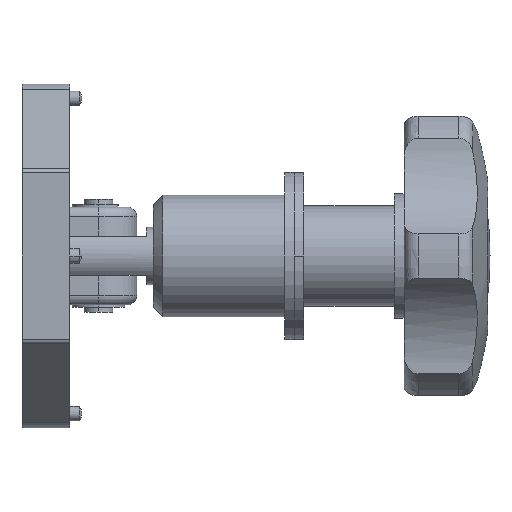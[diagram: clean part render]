
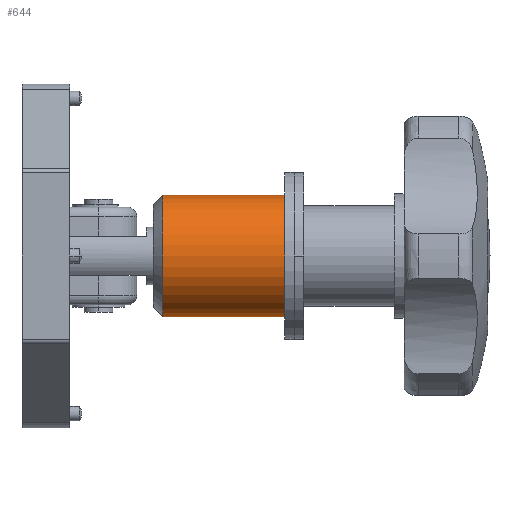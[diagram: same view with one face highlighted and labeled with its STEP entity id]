
A CAD part, left-side view. The second image highlights one B-rep face of the part: STEP entity #644.
In plain terms, the highlighted cylindrical face has radius 12.75 mm (diameter 25.5 mm), a partial arc.
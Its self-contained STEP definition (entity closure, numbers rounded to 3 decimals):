
#500 = AXIS2_PLACEMENT_3D ( 'NONE', #7235, #3974, #5085 ) ;
#565 = LINE ( 'NONE', #4574, #6436 ) ;
#644 = ADVANCED_FACE ( 'NONE', ( #3221 ), #6086, .T. ) ;
#768 = VERTEX_POINT ( 'NONE', #875 ) ;
#875 = CARTESIAN_POINT ( 'NONE',  ( 0., 27.5, 12.75 ) ) ;
#1145 = ORIENTED_EDGE ( 'NONE', *, *, #1259, .T. ) ;
#1259 = EDGE_CURVE ( 'NONE', #6215, #6744, #5022, .T. ) ;
#1522 = CARTESIAN_POINT ( 'NONE',  ( 0., 34.95, -12.75 ) ) ;
#1544 = VECTOR ( 'NONE', #2087, 1000. ) ;
#2087 = DIRECTION ( 'NONE',  ( 0., 1., 0. ) ) ;
#2106 = CARTESIAN_POINT ( 'NONE',  ( 0., 27.5, 0. ) ) ;
#2149 = DIRECTION ( 'NONE',  ( 0., 0., 1. ) ) ;
#2324 = DIRECTION ( 'NONE',  ( 0., 1., 0. ) ) ;
#2631 = DIRECTION ( 'NONE',  ( 0., -1., 0. ) ) ;
#3196 = DIRECTION ( 'NONE',  ( 0., 0., 1. ) ) ;
#3221 = FACE_OUTER_BOUND ( 'NONE', #6050, .T. ) ;
#3256 = CARTESIAN_POINT ( 'NONE',  ( 0., 2., 12.75 ) ) ;
#3483 = AXIS2_PLACEMENT_3D ( 'NONE', #4454, #5565, #2149 ) ;
#3488 = ORIENTED_EDGE ( 'NONE', *, *, #4718, .T. ) ;
#3555 = AXIS2_PLACEMENT_3D ( 'NONE', #2106, #2631, #3196 ) ;
#3557 = CARTESIAN_POINT ( 'NONE',  ( 0., 27.5, -12.75 ) ) ;
#3974 = DIRECTION ( 'NONE',  ( 0., 1., 0. ) ) ;
#4454 = CARTESIAN_POINT ( 'NONE',  ( 0., 34.95, 0. ) ) ;
#4574 = CARTESIAN_POINT ( 'NONE',  ( 0., 34.95, 12.75 ) ) ;
#4718 = EDGE_CURVE ( 'NONE', #768, #5218, #6176, .T. ) ;
#4960 = EDGE_CURVE ( 'NONE', #6744, #768, #565, .T. ) ;
#5022 = CIRCLE ( 'NONE', #500, 12.75 ) ;
#5085 = DIRECTION ( 'NONE',  ( 0., 0., 1. ) ) ;
#5218 = VERTEX_POINT ( 'NONE', #3557 ) ;
#5408 = ORIENTED_EDGE ( 'NONE', *, *, #6691, .F. ) ;
#5565 = DIRECTION ( 'NONE',  ( 0., 1., 0. ) ) ;
#5839 = CARTESIAN_POINT ( 'NONE',  ( 0., 2., -12.75 ) ) ;
#6050 = EDGE_LOOP ( 'NONE', ( #5408, #1145, #6462, #3488 ) ) ;
#6086 = CYLINDRICAL_SURFACE ( 'NONE', #3483, 12.75 ) ;
#6176 = CIRCLE ( 'NONE', #3555, 12.75 ) ;
#6215 = VERTEX_POINT ( 'NONE', #5839 ) ;
#6263 = LINE ( 'NONE', #1522, #1544 ) ;
#6436 = VECTOR ( 'NONE', #2324, 1000. ) ;
#6462 = ORIENTED_EDGE ( 'NONE', *, *, #4960, .T. ) ;
#6691 = EDGE_CURVE ( 'NONE', #6215, #5218, #6263, .T. ) ;
#6744 = VERTEX_POINT ( 'NONE', #3256 ) ;
#7235 = CARTESIAN_POINT ( 'NONE',  ( 0., 2., 0. ) ) ;
